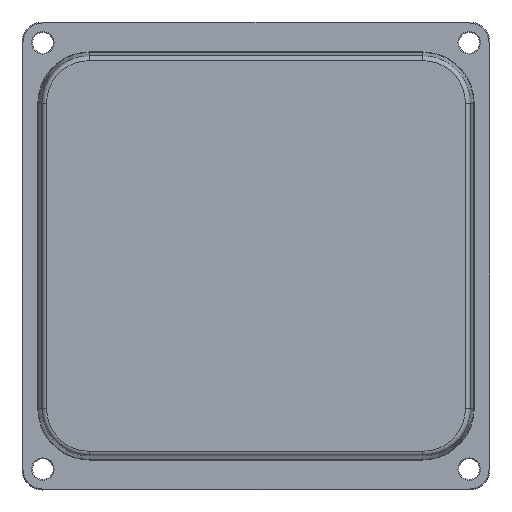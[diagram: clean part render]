
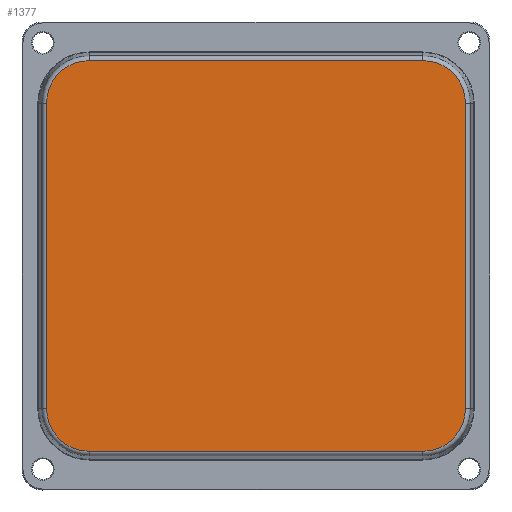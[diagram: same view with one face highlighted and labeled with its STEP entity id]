
A CAD part, top view. The second image highlights one B-rep face of the part: STEP entity #1377.
In plain terms, the highlighted planar face has unit normal (0, 0, 1).
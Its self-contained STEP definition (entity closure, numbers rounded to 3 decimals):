
#61=PLANE('',#1575);
#171=FACE_OUTER_BOUND('',#269,.T.);
#269=EDGE_LOOP('',(#1243,#1244,#1245,#1246,#1247,#1248,#1249,#1250));
#365=LINE('',#2402,#465);
#367=LINE('',#2413,#467);
#369=LINE('',#2425,#469);
#370=LINE('',#2434,#470);
#465=VECTOR('',#1987,10.);
#467=VECTOR('',#2001,10.);
#469=VECTOR('',#2015,10.);
#470=VECTOR('',#2028,10.);
#560=CIRCLE('',#1557,4.512);
#564=CIRCLE('',#1563,4.512);
#568=CIRCLE('',#1569,4.512);
#570=CIRCLE('',#1573,4.512);
#672=VERTEX_POINT('',#2399);
#673=VERTEX_POINT('',#2401);
#674=VERTEX_POINT('',#2405);
#675=VERTEX_POINT('',#2409);
#677=VERTEX_POINT('',#2415);
#679=VERTEX_POINT('',#2421);
#681=VERTEX_POINT('',#2427);
#682=VERTEX_POINT('',#2432);
#856=EDGE_CURVE('',#672,#673,#365,.T.);
#859=EDGE_CURVE('',#673,#674,#560,.T.);
#862=EDGE_CURVE('',#674,#675,#367,.T.);
#865=EDGE_CURVE('',#675,#677,#564,.T.);
#868=EDGE_CURVE('',#677,#679,#369,.T.);
#871=EDGE_CURVE('',#679,#681,#568,.T.);
#873=EDGE_CURVE('',#681,#682,#370,.T.);
#874=EDGE_CURVE('',#682,#672,#570,.T.);
#1243=ORIENTED_EDGE('',*,*,#856,.F.);
#1244=ORIENTED_EDGE('',*,*,#874,.F.);
#1245=ORIENTED_EDGE('',*,*,#873,.F.);
#1246=ORIENTED_EDGE('',*,*,#871,.F.);
#1247=ORIENTED_EDGE('',*,*,#868,.F.);
#1248=ORIENTED_EDGE('',*,*,#865,.F.);
#1249=ORIENTED_EDGE('',*,*,#862,.F.);
#1250=ORIENTED_EDGE('',*,*,#859,.F.);
#1377=ADVANCED_FACE('',(#171),#61,.T.);
#1557=AXIS2_PLACEMENT_3D('',#2407,#1994,#1995);
#1563=AXIS2_PLACEMENT_3D('',#2419,#2008,#2009);
#1569=AXIS2_PLACEMENT_3D('',#2430,#2022,#2023);
#1573=AXIS2_PLACEMENT_3D('',#2436,#2031,#2032);
#1575=AXIS2_PLACEMENT_3D('',#2439,#2036,#2037);
#1987=DIRECTION('',(0.,-1.,0.));
#1994=DIRECTION('center_axis',(0.,0.,
-1.));
#1995=DIRECTION('ref_axis',(0.707,-0.707,0.));
#2001=DIRECTION('',(-1.,0.,0.));
#2008=DIRECTION('center_axis',(0.,0.,
-1.));
#2009=DIRECTION('ref_axis',(-0.707,-0.707,0.));
#2015=DIRECTION('',(0.,1.,0.));
#2022=DIRECTION('center_axis',(0.,0.,
-1.));
#2023=DIRECTION('ref_axis',(-0.707,0.707,0.));
#2028=DIRECTION('',(1.,0.,0.));
#2031=DIRECTION('center_axis',(0.,0.,
-1.));
#2032=DIRECTION('ref_axis',(0.707,0.707,0.));
#2036=DIRECTION('center_axis',(0.,0.,
1.));
#2037=DIRECTION('ref_axis',(1.,0.,0.));
#2399=CARTESIAN_POINT('',(23.595,16.15,2.96));
#2401=CARTESIAN_POINT('',(23.595,-16.15,2.96));
#2402=CARTESIAN_POINT('',(23.595,4.038,2.96));
#2405=CARTESIAN_POINT('',(19.083,-20.662,2.96));
#2407=CARTESIAN_POINT('Origin',(19.083,-16.15,2.96));
#2409=CARTESIAN_POINT('',(-16.217,-20.662,2.96));
#2413=CARTESIAN_POINT('',(5.846,-20.662,2.96));
#2415=CARTESIAN_POINT('',(-20.729,-16.15,2.96));
#2419=CARTESIAN_POINT('Origin',(-16.217,-16.15,2.96));
#2421=CARTESIAN_POINT('',(-20.729,16.15,2.96));
#2425=CARTESIAN_POINT('',(-20.729,-4.038,2.96));
#2427=CARTESIAN_POINT('',(-16.217,20.662,2.96));
#2430=CARTESIAN_POINT('Origin',(-16.217,16.15,2.96));
#2432=CARTESIAN_POINT('',(19.083,20.662,2.96));
#2434=CARTESIAN_POINT('',(-2.979,20.662,2.96));
#2436=CARTESIAN_POINT('Origin',(19.083,16.15,2.96));
#2439=CARTESIAN_POINT('Origin',(1.433,0.,
2.96));
